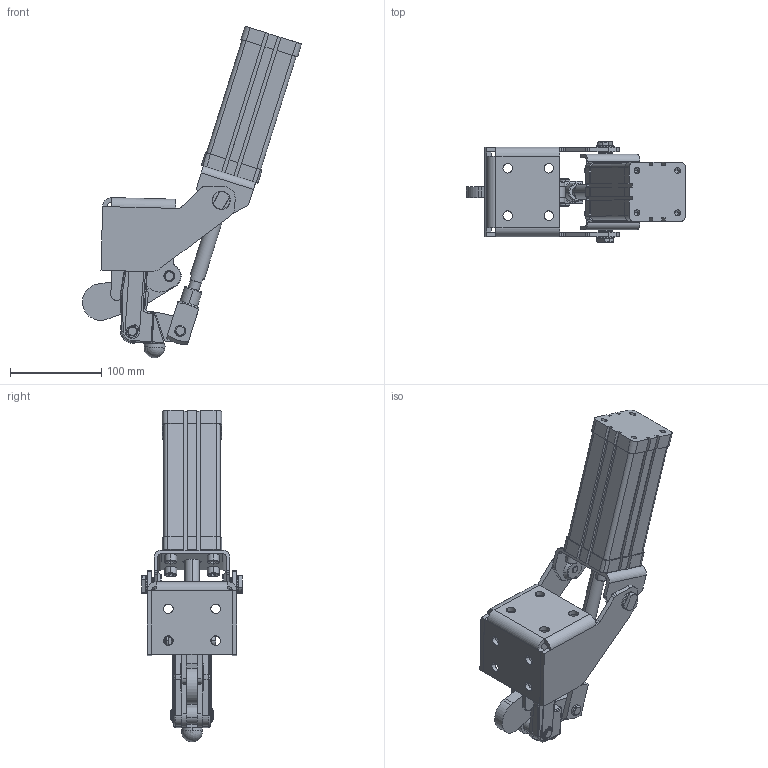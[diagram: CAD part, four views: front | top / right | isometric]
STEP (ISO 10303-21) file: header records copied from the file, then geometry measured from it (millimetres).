
FILE_DESCRIPTION((''),'2;1');
FILE_NAME('775.S.stp','2005-09-28T13:51:41',('CAD'),(''),'Autodesk Inventor 8','Autodesk Inventor 8','');
FILE_SCHEMA(('AUTOMOTIVE_DESIGN { 1 0 10303 214 1 1 1 1 }'));
Length unit declared in the file: millimetre
Products named in the file (1): Part12
Bounding box: 240.25 x 110 x 363.64 mm (x, y, z)
Volume: 1049463.2 mm3; surface area: 221024.5 mm2
Topology: 1 solids, 124 shells, 2571 faces, 7368 edges, 4817 vertices
Faces by surface type: plane 1625, cylinder 515, bspline 222, cone 184, torus 20, sphere 5
Entity records: 86600 total; most frequent: CARTESIAN_POINT 22345, ORIENTED_EDGE 14676, DIRECTION 12618, EDGE_CURVE 7338, VERTEX_POINT 4815, AXIS2_PLACEMENT_3D 4584, VECTOR 3450, LINE 3450
